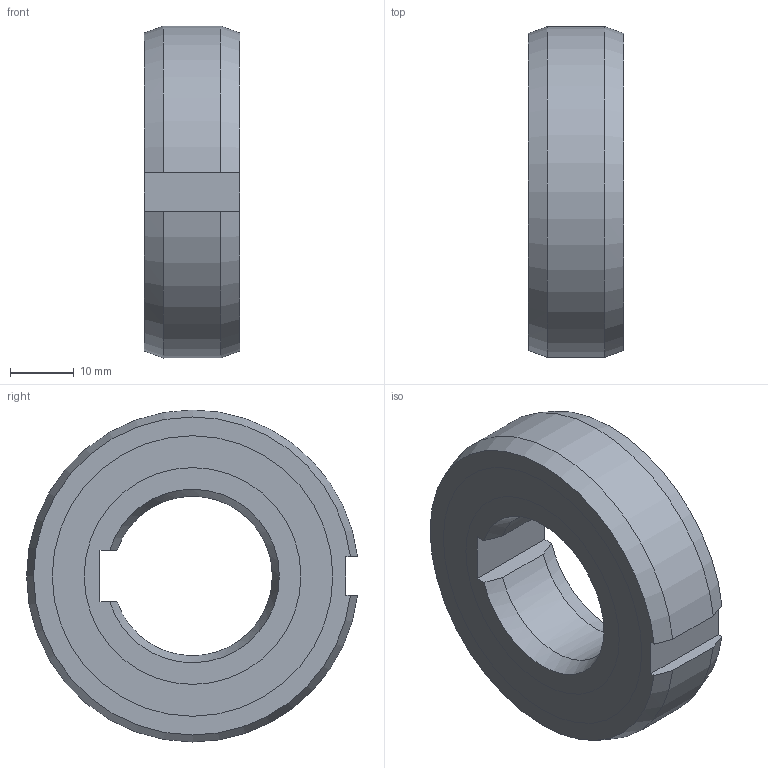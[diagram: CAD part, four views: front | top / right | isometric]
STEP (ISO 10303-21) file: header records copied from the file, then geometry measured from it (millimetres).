
FILE_DESCRIPTION((''),'2;1');
FILE_NAME('FREILAUF_CSK25-PP_ASM','2025-05-08T13:12:02',('Administrator'),(''),'CREO PARAMETRIC BY PTC INC, 2020184','CREO PARAMETRIC BY PTC INC, 2020184','');
FILE_SCHEMA(('AUTOMOTIVE_DESIGN { 1 0 10303 214 1 1 1 1 }'));
Length unit declared in the file: millimetre
Products named in the file (11): MANIFOLD_SOLID_BREP_396; MANIFOLD_SOLID_BREP_792; RILLENLAGER_CSK25-PP_NICO_1_ASM; KUGEL_CSK25_NICO_1; RILLENKUGELLAGER_CSK25-PP_NICO__ASM; KAEFIG_CSK25_NICO_1; KLEMMKOERPER_CSK_C08-7_5_NICO_1; DECKSCHEIBE_CSK25_NICO_1; SCHEIBE_CSK25_NICO_1; FREILAUF_CSK25-PP_NICO_ASM_1_ASM; FREILAUF_CSK25-PP_ASM
Assembly tree (17 placements, depth 5):
  FREILAUF_CSK25-PP_ASM
    FREILAUF_CSK25-PP_NICO_ASM_1_ASM
      RILLENKUGELLAGER_CSK25-PP_NICO__ASM
        RILLENLAGER_CSK25-PP_NICO_1_ASM
          MANIFOLD_SOLID_BREP_396
          MANIFOLD_SOLID_BREP_792
        KUGEL_CSK25_NICO_1  x4
      KAEFIG_CSK25_NICO_1
      KLEMMKOERPER_CSK_C08-7_5_NICO_1  x4
      DECKSCHEIBE_CSK25_NICO_1
      SCHEIBE_CSK25_NICO_1  x2
Bounding box: 15 x 51.83 x 52 mm (x, y, z)
Volume: 21696.2 mm3; surface area: 18620.2 mm2
Topology: 14 solids, 14 shells, 120 faces, 345 edges, 225 vertices
Faces by surface type: plane 61, cylinder 26, sphere 25, cone 4, torus 4
Entity records: 4109 total; most frequent: CARTESIAN_POINT 991, DIRECTION 593, ORIENTED_EDGE 480, AXIS2_PLACEMENT_3D 251, EDGE_CURVE 240, VERTEX_POINT 169, CIRCLE 117, COLOUR_RGB 114
